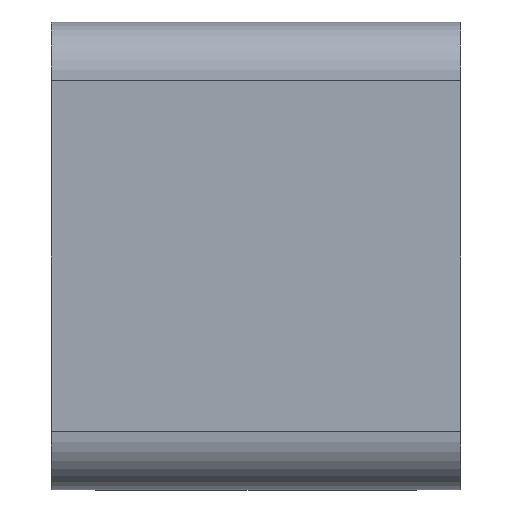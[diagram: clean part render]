
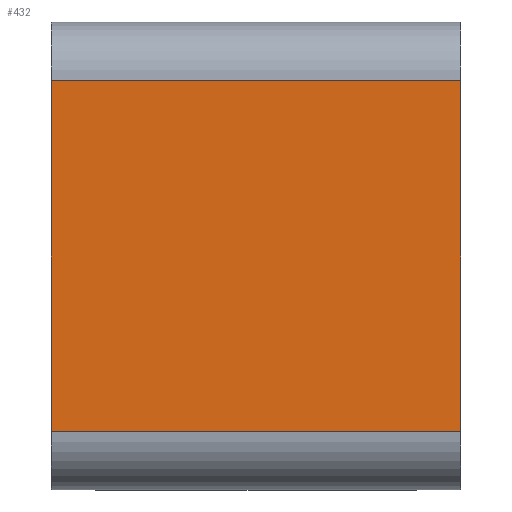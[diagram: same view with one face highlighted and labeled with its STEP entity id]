
A CAD part, left-side view. The second image highlights one B-rep face of the part: STEP entity #432.
In plain terms, the highlighted planar face has unit normal (-1, 0, 0).
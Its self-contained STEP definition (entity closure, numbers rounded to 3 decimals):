
#26=PLANE('',#479);
#47=FACE_OUTER_BOUND('',#74,.T.);
#74=EDGE_LOOP('',(#356,#357,#358,#359));
#94=LINE('',#638,#142);
#119=LINE('',#698,#167);
#120=LINE('',#701,#168);
#121=LINE('',#702,#169);
#142=VECTOR('',#516,10.);
#167=VECTOR('',#567,10.);
#168=VECTOR('',#570,10.);
#169=VECTOR('',#571,10.);
#204=VERTEX_POINT('',#635);
#205=VERTEX_POINT('',#637);
#227=VERTEX_POINT('',#696);
#228=VERTEX_POINT('',#700);
#246=EDGE_CURVE('',#205,#204,#94,.F.);
#277=EDGE_CURVE('',#204,#227,#119,.T.);
#278=EDGE_CURVE('',#227,#228,#120,.T.);
#279=EDGE_CURVE('',#228,#205,#121,.T.);
#356=ORIENTED_EDGE('',*,*,#277,.T.);
#357=ORIENTED_EDGE('',*,*,#278,.T.);
#358=ORIENTED_EDGE('',*,*,#279,.T.);
#359=ORIENTED_EDGE('',*,*,#246,.T.);
#432=ADVANCED_FACE('',(#47),#26,.F.);
#479=AXIS2_PLACEMENT_3D('',#699,#568,#569);
#516=DIRECTION('',(0.,0.,-1.));
#567=DIRECTION('',(0.,1.,0.));
#568=DIRECTION('center_axis',(1.,0.,0.));
#569=DIRECTION('ref_axis',(0.,0.,-1.));
#570=DIRECTION('',(0.,0.,-1.));
#571=DIRECTION('',(0.,-1.,0.));
#635=CARTESIAN_POINT('',(0.,1.5,-3.));
#637=CARTESIAN_POINT('',(0.,1.5,-9.));
#638=CARTESIAN_POINT('',(0.,1.5,-2.5));
#696=CARTESIAN_POINT('',(0.,8.5,-3.));
#698=CARTESIAN_POINT('',(0.,0.,-3.));
#699=CARTESIAN_POINT('Origin',(0.,0.,0.));
#700=CARTESIAN_POINT('',(0.,8.5,-9.));
#701=CARTESIAN_POINT('',(0.,8.5,-2.5));
#702=CARTESIAN_POINT('',(0.,0.,-9.));
